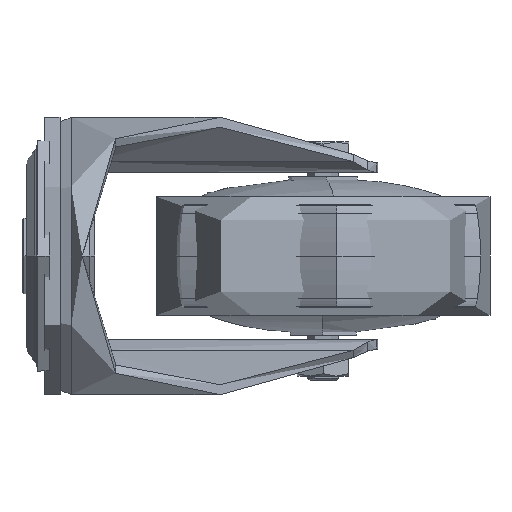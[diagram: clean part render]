
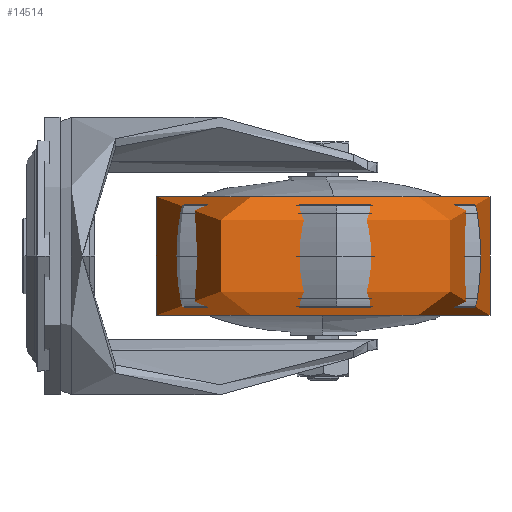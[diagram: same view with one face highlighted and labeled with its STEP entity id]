
A CAD part, left-side view. The second image highlights one B-rep face of the part: STEP entity #14514.
In plain terms, the highlighted free-form (B-spline) face has degree [3, 3] with [4, 4] control points.
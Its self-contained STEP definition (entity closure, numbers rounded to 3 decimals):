
#339 = CARTESIAN_POINT ( 'NONE',  ( 41.357, -118.116, 15. ) ) ;
#1079 = ORIENTED_EDGE ( 'NONE', *, *, #42949, .T. ) ;
#1249 = CARTESIAN_POINT ( 'NONE',  ( 41.357, -118.116, -15. ) ) ;
#2357 = CARTESIAN_POINT ( 'NONE',  ( 33.412, -18.433, 15. ) ) ;
#2845 = AXIS2_PLACEMENT_3D ( 'NONE', #32616, #36467, #46974 ) ;
#2976 = CARTESIAN_POINT ( 'NONE',  ( 34.643, -33.884, 15. ) ) ;
#5972 = EDGE_CURVE ( 'NONE', #22372, #24182, #7427, .T. ) ;
#6098 = ORIENTED_EDGE ( 'NONE', *, *, #43346, .F. ) ;
#7149 = ORIENTED_EDGE ( 'NONE', *, *, #5972, .T. ) ;
#7427 = CIRCLE ( 'NONE', #2845, 42.25 ) ;
#8932 = EDGE_LOOP ( 'NONE', ( #7149, #1079, #13095, #6098 ) ) ;
#8955 =( BOUNDED_SURFACE ( )  B_SPLINE_SURFACE ( 3, 3, ( 
 ( #24433, #38359, #35243, #13620 ),
 ( #31606, #45767, #27779, #31856 ),
 ( #2357, #12672, #39066, #28015 ),
 ( #46235, #28259, #42419, #9581 ) ),
 .UNSPECIFIED., .F., .F., .F. ) 
 B_SPLINE_SURFACE_WITH_KNOTS ( ( 4, 4 ),
 ( 4, 4 ),
 ( 0., 1. ),
 ( 0., 1. ),
 .UNSPECIFIED. ) 
 GEOMETRIC_REPRESENTATION_ITEM ( )  RATIONAL_B_SPLINE_SURFACE ( (
 ( 1., 0.333, 0.333, 1.),
 ( 0.333, 0.111, 0.111, 0.333),
 ( 0.333, 0.111, 0.111, 0.333),
 ( 1., 0.333, 0.333, 1.) ) ) 
 REPRESENTATION_ITEM ( '' )  SURFACE ( )  );
#9173 = CARTESIAN_POINT ( 'NONE',  ( 42.588, -133.567, -15. ) ) ;
#9581 = CARTESIAN_POINT ( 'NONE',  ( 41.357, -118.116, 15. ) ) ;
#10676 = DIRECTION ( 'NONE',  ( 0., 0., 1. ) ) ;
#11604 = DIRECTION ( 'NONE',  ( -0.079, 0.997, 0. ) ) ;
#12462 = CIRCLE ( 'NONE', #26264, 42.25 ) ;
#12672 = CARTESIAN_POINT ( 'NONE',  ( -81.723, -27.609, 15. ) ) ;
#13095 = ORIENTED_EDGE ( 'NONE', *, *, #18052, .F. ) ;
#13620 = CARTESIAN_POINT ( 'NONE',  ( 41.357, -118.116, -15. ) ) ;
#13759 = CARTESIAN_POINT ( 'NONE',  ( 34.643, -33.884, -15. ) ) ;
#14514 = ADVANCED_FACE ( 'NONE', ( #27551 ), #8955, .F. ) ;
#18052 = EDGE_CURVE ( 'NONE', #28903, #33924, #12462, .T. ) ;
#19301 = CARTESIAN_POINT ( 'NONE',  ( 41.357, -118.116, -15. ) ) ;
#20402 = CARTESIAN_POINT ( 'NONE',  ( 42.588, -133.567, 15. ) ) ;
#20663 = CARTESIAN_POINT ( 'NONE',  ( 34.643, -33.884, -15. ) ) ;
#20937 = CARTESIAN_POINT ( 'NONE',  ( 33.412, -18.433, -15. ) ) ;
#22372 = VERTEX_POINT ( 'NONE', #20663 ) ;
#23299 = CARTESIAN_POINT ( 'NONE',  ( 34.643, -33.884, 15. ) ) ;
#24182 = VERTEX_POINT ( 'NONE', #19301 ) ;
#24433 = CARTESIAN_POINT ( 'NONE',  ( 34.643, -33.884, -15. ) ) ;
#26264 = AXIS2_PLACEMENT_3D ( 'NONE', #44468, #10676, #11604 ) ;
#27012 =( BOUNDED_CURVE ( )  B_SPLINE_CURVE ( 3, ( #13759, #20937, #46838, #2976 ),
 .UNSPECIFIED., .F., .F. ) 
 B_SPLINE_CURVE_WITH_KNOTS ( ( 4, 4 ),
 ( 0., 3.142 ),
 .UNSPECIFIED. ) 
 CURVE ( )  GEOMETRIC_REPRESENTATION_ITEM ( )  RATIONAL_B_SPLINE_CURVE ( ( 1., 0.333, 0.333, 1. ) ) 
 REPRESENTATION_ITEM ( '' )  );
#27551 = FACE_OUTER_BOUND ( 'NONE', #8932, .T. ) ;
#27779 = CARTESIAN_POINT ( 'NONE',  ( -72.547, -142.744, -15. ) ) ;
#28015 = CARTESIAN_POINT ( 'NONE',  ( 42.588, -133.567, 15. ) ) ;
#28259 = CARTESIAN_POINT ( 'NONE',  ( -49.59, -40.597, 15. ) ) ;
#28903 = VERTEX_POINT ( 'NONE', #23299 ) ;
#31606 = CARTESIAN_POINT ( 'NONE',  ( 33.412, -18.433, -15. ) ) ;
#31856 = CARTESIAN_POINT ( 'NONE',  ( 42.588, -133.567, -15. ) ) ;
#32616 = CARTESIAN_POINT ( 'NONE',  ( 38., -76., -15. ) ) ;
#33924 = VERTEX_POINT ( 'NONE', #339 ) ;
#35073 = CARTESIAN_POINT ( 'NONE',  ( 41.357, -118.116, 15. ) ) ;
#35243 = CARTESIAN_POINT ( 'NONE',  ( -42.876, -124.83, -15. ) ) ;
#36467 = DIRECTION ( 'NONE',  ( 0., 0., 1. ) ) ;
#38359 = CARTESIAN_POINT ( 'NONE',  ( -49.59, -40.597, -15. ) ) ;
#39066 = CARTESIAN_POINT ( 'NONE',  ( -72.547, -142.744, 15. ) ) ;
#39915 =( BOUNDED_CURVE ( )  B_SPLINE_CURVE ( 3, ( #1249, #9173, #20402, #35073 ),
 .UNSPECIFIED., .F., .T. ) 
 B_SPLINE_CURVE_WITH_KNOTS ( ( 4, 4 ),
 ( 0., 3.142 ),
 .UNSPECIFIED. ) 
 CURVE ( )  GEOMETRIC_REPRESENTATION_ITEM ( )  RATIONAL_B_SPLINE_CURVE ( ( 1., 0.333, 0.333, 1. ) ) 
 REPRESENTATION_ITEM ( '' )  );
#42419 = CARTESIAN_POINT ( 'NONE',  ( -42.876, -124.83, 15. ) ) ;
#42949 = EDGE_CURVE ( 'NONE', #24182, #33924, #39915, .T. ) ;
#43346 = EDGE_CURVE ( 'NONE', #22372, #28903, #27012, .T. ) ;
#44468 = CARTESIAN_POINT ( 'NONE',  ( 38., -76., 15. ) ) ;
#45767 = CARTESIAN_POINT ( 'NONE',  ( -81.723, -27.609, -15. ) ) ;
#46235 = CARTESIAN_POINT ( 'NONE',  ( 34.643, -33.884, 15. ) ) ;
#46838 = CARTESIAN_POINT ( 'NONE',  ( 33.412, -18.433, 15. ) ) ;
#46974 = DIRECTION ( 'NONE',  ( -0.079, 0.997, 0. ) ) ;
